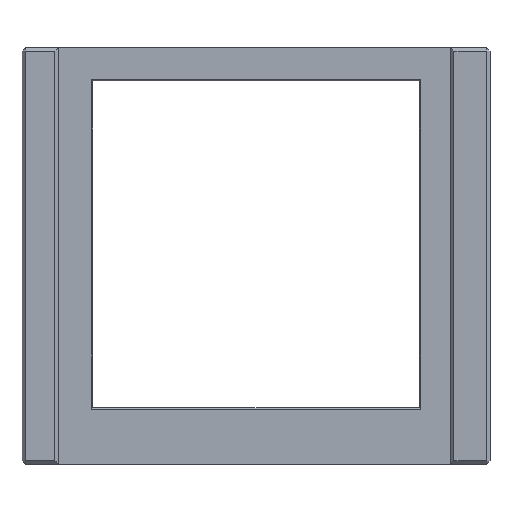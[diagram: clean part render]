
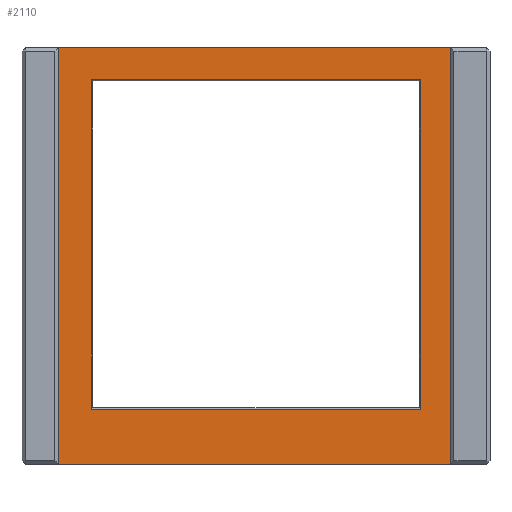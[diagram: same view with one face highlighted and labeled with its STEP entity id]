
A CAD part, top view. The second image highlights one B-rep face of the part: STEP entity #2110.
In plain terms, the highlighted planar face has unit normal (0, 0, 1).
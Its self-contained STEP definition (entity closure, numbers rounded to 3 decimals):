
#176=ORIENTED_EDGE('',*,*,#673,.T.);
#177=ORIENTED_EDGE('',*,*,#766,.F.);
#178=ORIENTED_EDGE('',*,*,#767,.T.);
#179=ORIENTED_EDGE('',*,*,#768,.F.);
#180=ORIENTED_EDGE('',*,*,#769,.T.);
#181=ORIENTED_EDGE('',*,*,#770,.T.);
#182=ORIENTED_EDGE('',*,*,#771,.T.);
#183=ORIENTED_EDGE('',*,*,#772,.T.);
#673=EDGE_CURVE('',#972,#971,#1154,.T.);
#766=EDGE_CURVE('',#1058,#971,#1238,.T.);
#767=EDGE_CURVE('',#1058,#1059,#1239,.T.);
#768=EDGE_CURVE('',#972,#1059,#1240,.T.);
#769=EDGE_CURVE('',#1060,#1061,#1241,.T.);
#770=EDGE_CURVE('',#1061,#1062,#1242,.T.);
#771=EDGE_CURVE('',#1062,#1063,#1243,.T.);
#772=EDGE_CURVE('',#1063,#1060,#1244,.T.);
#971=VERTEX_POINT('',#3000);
#972=VERTEX_POINT('',#3002);
#1058=VERTEX_POINT('',#3193);
#1059=VERTEX_POINT('',#3195);
#1060=VERTEX_POINT('',#3198);
#1061=VERTEX_POINT('',#3199);
#1062=VERTEX_POINT('',#3201);
#1063=VERTEX_POINT('',#3203);
#1154=LINE('',#3001,#1424);
#1238=LINE('',#3192,#1508);
#1239=LINE('',#3194,#1509);
#1240=LINE('',#3196,#1510);
#1241=LINE('',#3197,#1511);
#1242=LINE('',#3200,#1512);
#1243=LINE('',#3202,#1513);
#1244=LINE('',#3204,#1514);
#1424=VECTOR('',#2410,1000.);
#1508=VECTOR('',#2536,1000.);
#1509=VECTOR('',#2537,1000.);
#1510=VECTOR('',#2538,1000.);
#1511=VECTOR('',#2539,1000.);
#1512=VECTOR('',#2540,1000.);
#1513=VECTOR('',#2541,1000.);
#1514=VECTOR('',#2542,1000.);
#1705=EDGE_LOOP('',(#176,#177,#178,#179));
#1706=EDGE_LOOP('',(#180,#181,#182,#183));
#1855=FACE_BOUND('',#1705,.T.);
#1856=FACE_BOUND('',#1706,.T.);
#2000=PLANE('',#2263);
#2110=ADVANCED_FACE('',(#1855,#1856),#2000,.T.);
#2263=AXIS2_PLACEMENT_3D('',#3191,#2534,#2535);
#2410=DIRECTION('',(1.,0.,0.));
#2534=DIRECTION('',(0.,0.,1.));
#2535=DIRECTION('',(1.,0.,0.));
#2536=DIRECTION('',(0.,-1.,0.));
#2537=DIRECTION('',(-1.,0.,0.));
#2538=DIRECTION('',(0.,1.,0.));
#2539=DIRECTION('',(1.,0.,0.));
#2540=DIRECTION('',(0.,-1.,0.));
#2541=DIRECTION('',(-1.,0.,0.));
#2542=DIRECTION('',(0.,1.,0.));
#3000=CARTESIAN_POINT('',(32.5,-35.,8.75));
#3001=CARTESIAN_POINT('',(-33.25,-35.,8.75));
#3002=CARTESIAN_POINT('',(-32.5,-35.,8.75));
#3191=CARTESIAN_POINT('',(0.,0.,8.75));
#3192=CARTESIAN_POINT('',(32.5,20.25,8.75));
#3193=CARTESIAN_POINT('',(32.5,31.25,8.75));
#3194=CARTESIAN_POINT('',(-33.25,31.25,8.75));
#3195=CARTESIAN_POINT('',(-32.5,31.25,8.75));
#3196=CARTESIAN_POINT('',(-32.5,20.25,8.75));
#3197=CARTESIAN_POINT('',(0.,26.25,8.75));
#3198=CARTESIAN_POINT('',(-26.25,26.25,8.75));
#3199=CARTESIAN_POINT('',(26.25,26.25,8.75));
#3200=CARTESIAN_POINT('',(26.25,0.,8.75));
#3201=CARTESIAN_POINT('',(26.25,-26.25,8.75));
#3202=CARTESIAN_POINT('',(0.,-26.25,8.75));
#3203=CARTESIAN_POINT('',(-26.25,-26.25,8.75));
#3204=CARTESIAN_POINT('',(-26.25,0.,8.75));
